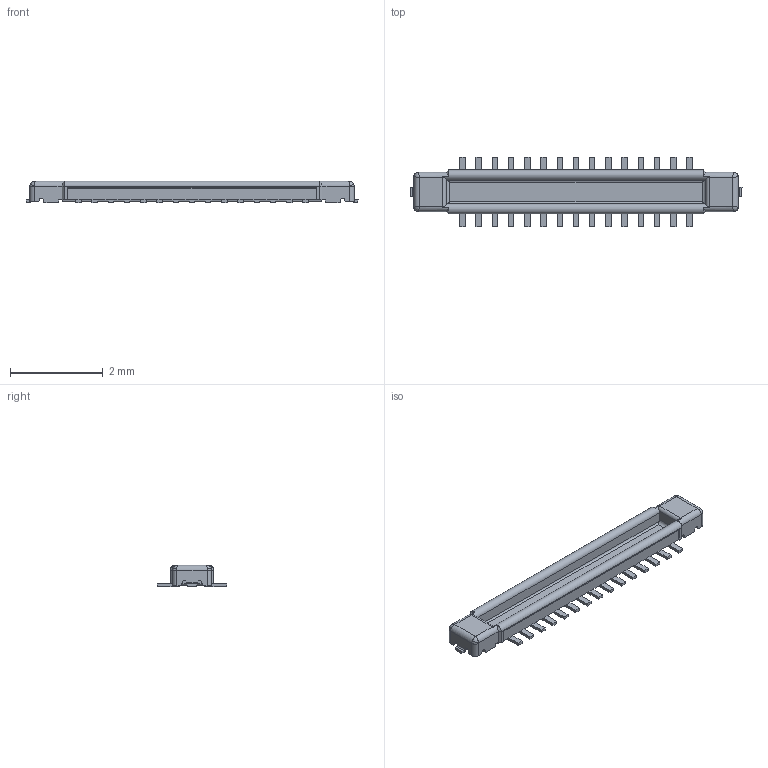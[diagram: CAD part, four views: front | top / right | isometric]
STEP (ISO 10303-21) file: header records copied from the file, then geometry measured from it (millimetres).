
FILE_DESCRIPTION(('Creo Elements/Direct Modeling STEP Export'),'2;1');
FILE_NAME('BM28-30DP.stp','2016-12-01T16:03:23',(''),(''),'Creo Elements/Direct Modeling STEP processor for AP214 (Solid Model)','Creo Elements/Direct Modeling 18.1E 22-Nov-2013 (C) Parametric Technology GmbH','');
FILE_SCHEMA(('AUTOMOTIVE_DESIGN { 1 0 10303 214 1 1 1 1 }'));
Length unit declared in the file: millimetre
Products named in the file (2): BM28B0.6-30DP; Assembly-1
Assembly tree (1 placements, depth 2):
  Assembly-1
    BM28B0.6-30DP
Bounding box: 7.17 x 1.5 x 0.47 mm (x, y, z)
Volume: 1.7 mm3; surface area: 26.7 mm2
Topology: 1 solids, 1 shells, 398 faces, 1072 edges, 672 vertices
Faces by surface type: plane 290, cylinder 88, bspline 12, cone 4, torus 4
Entity records: 13777 total; most frequent: CARTESIAN_POINT 3772, ORIENTED_EDGE 2136, DIRECTION 1976, EDGE_CURVE 1068, VECTOR 856, LINE 856, VERTEX_POINT 672, AXIS2_PLACEMENT_3D 560
